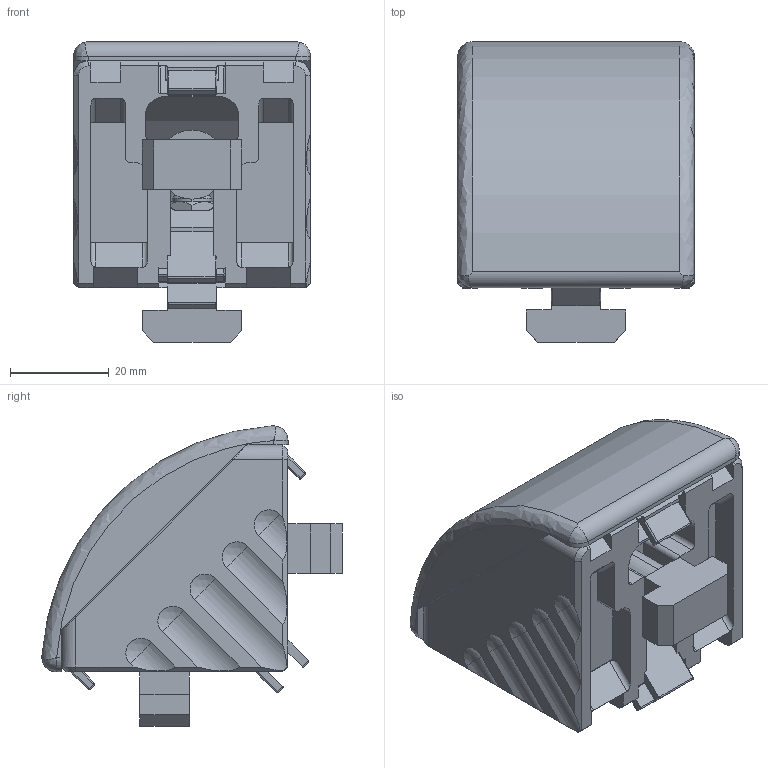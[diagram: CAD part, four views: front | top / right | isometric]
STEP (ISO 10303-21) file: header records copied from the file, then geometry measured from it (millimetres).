
FILE_DESCRIPTION((''),'2;1');
FILE_NAME('50x50 Gusset Kit DesignLine.iam.stp','2011-06-02T21:59:11',(''),(''),'Autodesk Inventor 2011','Autodesk Inventor 2011','');
FILE_SCHEMA(('AUTOMOTIVE_DESIGN { 1 0 10303 214 1 1 1 1 }'));
Length unit declared in the file: millimetre
Products named in the file (3): 50x50 Gusset Kit DesignLine; 50x50 gusset with fasteners; 50x50 round cover cap
Assembly tree (2 placements, depth 2):
  50x50 Gusset Kit DesignLine
    50x50 gusset with fasteners
    50x50 round cover cap
Bounding box: 48 x 60.88 x 60.9 mm (x, y, z)
Volume: 46158.3 mm3; surface area: 28670.6 mm2
Topology: 10 solids, 10 shells, 448 faces, 1153 edges, 706 vertices
Faces by surface type: plane 219, cylinder 144, cone 32, sphere 31, bspline 15, torus 7
Entity records: 16035 total; most frequent: CARTESIAN_POINT 5438, ORIENTED_EDGE 2270, DIRECTION 2090, EDGE_CURVE 1135, VECTOR 730, LINE 730, VERTEX_POINT 706, AXIS2_PLACEMENT_3D 680
